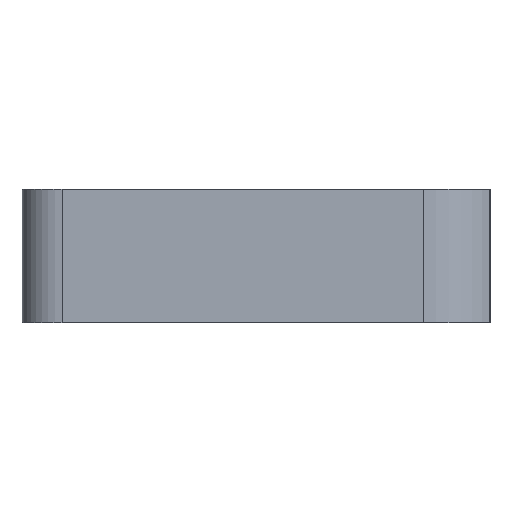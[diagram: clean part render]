
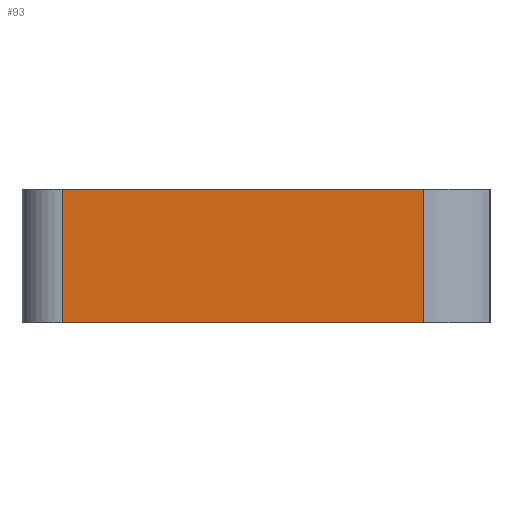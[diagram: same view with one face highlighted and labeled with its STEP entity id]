
A CAD part, left-side view. The second image highlights one B-rep face of the part: STEP entity #93.
In plain terms, the highlighted planar face has unit normal (-1, 0, 0).
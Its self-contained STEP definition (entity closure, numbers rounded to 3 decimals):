
#93=ADVANCED_FACE('',(#134),#135,.T.);
#134=FACE_OUTER_BOUND('',#178,.T.);
#135=PLANE('',#179);
#178=EDGE_LOOP('',(#312,#313,#314,#315));
#179=AXIS2_PLACEMENT_3D('',#316,#317,#318);
#312=ORIENTED_EDGE('',*,*,#427,.T.);
#313=ORIENTED_EDGE('',*,*,#428,.F.);
#314=ORIENTED_EDGE('',*,*,#429,.T.);
#315=ORIENTED_EDGE('',*,*,#425,.T.);
#316=CARTESIAN_POINT('',(-43.25,5.0,0.0));
#317=DIRECTION('',(-1.0,0.0,0.0));
#318=DIRECTION('',(0.0,-1.0,0.0));
#425=EDGE_CURVE('',#522,#520,#523,.T.);
#427=EDGE_CURVE('',#520,#525,#526,.T.);
#428=EDGE_CURVE('',#527,#525,#528,.T.);
#429=EDGE_CURVE('',#527,#522,#529,.T.);
#520=VERTEX_POINT('',#660);
#522=VERTEX_POINT('',#662);
#523=LINE('',#663,#664);
#525=VERTEX_POINT('',#666);
#526=LINE('',#667,#668);
#527=VERTEX_POINT('',#669);
#528=LINE('',#670,#671);
#529=LINE('',#672,#673);
#660=CARTESIAN_POINT('',(-43.25,5.0,10.0));
#662=CARTESIAN_POINT('',(-43.25,5.0,0.0));
#663=CARTESIAN_POINT('',(-43.25,5.0,0.0));
#664=VECTOR('',#755,1.0);
#666=CARTESIAN_POINT('',(-43.25,32.0,10.0));
#667=CARTESIAN_POINT('',(-43.25,32.0,10.0));
#668=VECTOR('',#759,1.0);
#669=CARTESIAN_POINT('',(-43.25,32.0,0.0));
#670=CARTESIAN_POINT('',(-43.25,32.0,0.0));
#671=VECTOR('',#760,1.0);
#672=CARTESIAN_POINT('',(-43.25,32.0,0.0));
#673=VECTOR('',#761,1.0);
#755=DIRECTION('',(0.0,0.0,1.0));
#759=DIRECTION('',(0.0,1.0,0.0));
#760=DIRECTION('',(0.0,0.0,1.0));
#761=DIRECTION('',(0.0,-1.0,0.0));
